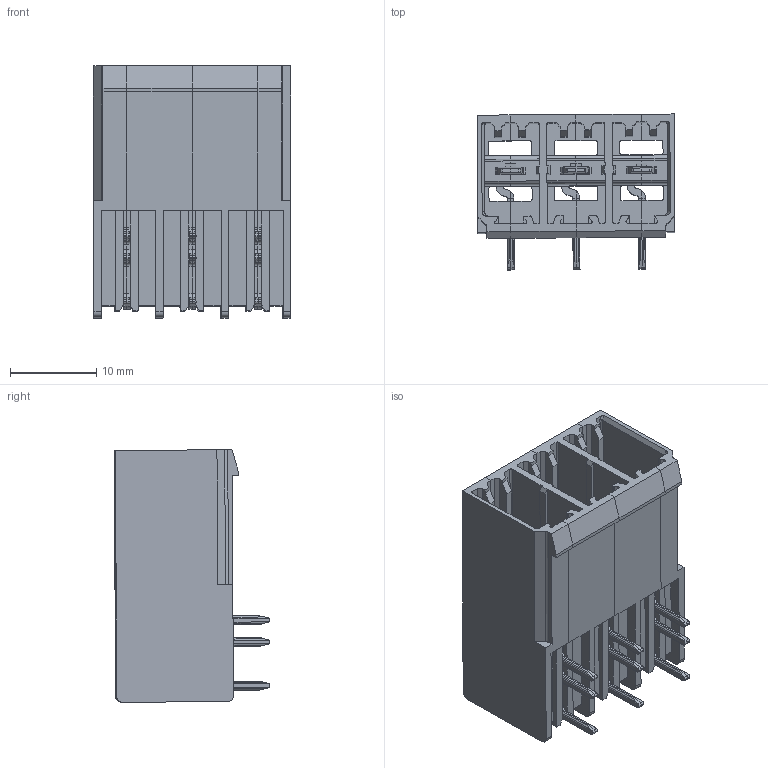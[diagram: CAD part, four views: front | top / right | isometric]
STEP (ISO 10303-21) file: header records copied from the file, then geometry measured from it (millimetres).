
FILE_DESCRIPTION(/* description */ ('Unknown'),/* implementation_level */ '2;1');
FILE_NAME(/* name */ '691375460003',/* time_stamp */ '2022-07-04T09:43:56+02:00',/* author */ ('Unknown'),/* organization */ ('Unknown'),/* preprocessor_version */ 'ST-DEVELOPER v16.7',/* originating_system */ 'Solid Edge',/* authorisation */ 'Unknown');
FILE_SCHEMA (('AUTOMOTIVE_DESIGN {1 0 10303 214 3 1 1}'));
Length unit declared in the file: millimetre
Products named in the file (4): 6913754600xx; 6913754600xx_CENTRAL; 6913754600xx_LEFT; 6913754600xx_RIGHT
Assembly tree (4 placements, depth 2):
  6913754600xx
    6913754600xx_CENTRAL  x2
    6913754600xx_LEFT
    6913754600xx_RIGHT
Bounding box: 22.94 x 18.07 x 29.33 mm (x, y, z)
Volume: 3235.4 mm3; surface area: 8039.6 mm2
Topology: 4 solids, 4 shells, 1205 faces, 3501 edges, 2292 vertices
Faces by surface type: plane 922, cylinder 274, sphere 6, bspline 3
Entity records: 32463 total; most frequent: CARTESIAN_POINT 5215, ORIENTED_EDGE 4662, DIRECTION 4323, EDGE_CURVE 2331, LINE 1903, VECTOR 1903, VERTEX_POINT 1526, AXIS2_PLACEMENT_3D 1210
